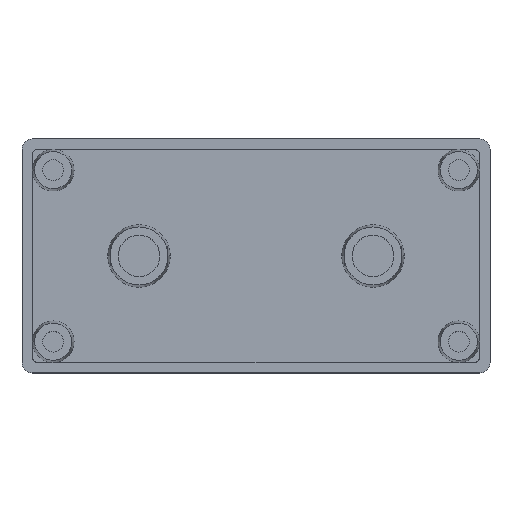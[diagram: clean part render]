
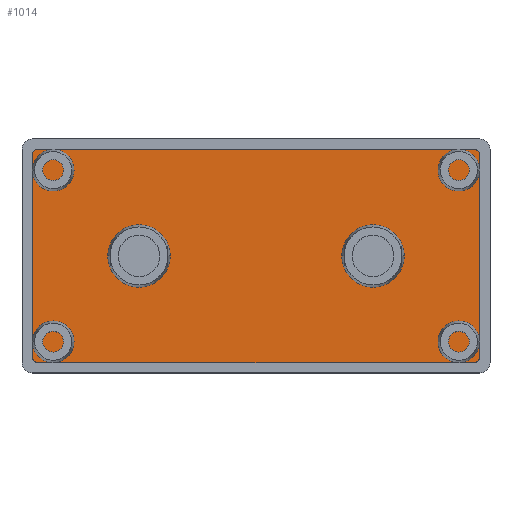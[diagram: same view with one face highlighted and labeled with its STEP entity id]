
A CAD part, top view. The second image highlights one B-rep face of the part: STEP entity #1014.
In plain terms, the highlighted planar face has unit normal (0, 0, 1).
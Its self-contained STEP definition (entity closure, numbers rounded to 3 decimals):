
#23 = DIRECTION ( 'NONE',  ( 1., 0., 0. ) ) ;
#24 = DIRECTION ( 'NONE',  ( 0., 0., 1. ) ) ;
#25 = CARTESIAN_POINT ( 'NONE',  ( 892.867, 565.081, -2. ) ) ;
#28 = DIRECTION ( 'NONE',  ( 1., 0., 0. ) ) ;
#29 = DIRECTION ( 'NONE',  ( 0., 0., 1. ) ) ;
#30 = CARTESIAN_POINT ( 'NONE',  ( 937.867, 565.081, -2. ) ) ;
#35 = DIRECTION ( 'NONE',  ( 1., 0., 0. ) ) ;
#37 = DIRECTION ( 'NONE',  ( 0., 0., 1. ) ) ;
#39 = CARTESIAN_POINT ( 'NONE',  ( 873.367, 545.581, -2. ) ) ;
#40 = DIRECTION ( 'NONE',  ( 1., 0., 0. ) ) ;
#43 = DIRECTION ( 'NONE',  ( 0., 0., 1. ) ) ;
#44 = CARTESIAN_POINT ( 'NONE',  ( 873.367, 584.581, -2. ) ) ;
#45 = CARTESIAN_POINT ( 'NONE',  ( 872.367, 486.673, -2. ) ) ;
#46 = DIRECTION ( 'NONE',  ( 1., 0., 0. ) ) ;
#49 = DIRECTION ( 'NONE',  ( 0., 1., 0. ) ) ;
#51 = DIRECTION ( 'NONE',  ( 1., 0., 0. ) ) ;
#52 = DIRECTION ( 'NONE',  ( 0., 0., 1. ) ) ;
#53 = CARTESIAN_POINT ( 'NONE',  ( 957.367, 584.581, -2. ) ) ;
#54 = CARTESIAN_POINT ( 'NONE',  ( 915.367, 585.581, -2. ) ) ;
#58 = DIRECTION ( 'NONE',  ( 1., 0., 0. ) ) ;
#59 = DIRECTION ( 'NONE',  ( 0., 0., 1. ) ) ;
#61 = CARTESIAN_POINT ( 'NONE',  ( 937.867, 565.081, -2. ) ) ;
#63 = DIRECTION ( 'NONE',  ( -1., 0., 0. ) ) ;
#65 = CARTESIAN_POINT ( 'NONE',  ( 915.367, 544.581, -2. ) ) ;
#69 = DIRECTION ( 'NONE',  ( 1., 0., 0. ) ) ;
#70 = DIRECTION ( 'NONE',  ( 0., 0., 1. ) ) ;
#71 = CARTESIAN_POINT ( 'NONE',  ( 957.367, 545.581, -2. ) ) ;
#72 = CARTESIAN_POINT ( 'NONE',  ( 958.367, 486.673, -2. ) ) ;
#77 = DIRECTION ( 'NONE',  ( 0., -1., 0. ) ) ;
#111 = DIRECTION ( 'NONE',  ( 1., 0., 0. ) ) ;
#113 = DIRECTION ( 'NONE',  ( 0., 0., 1. ) ) ;
#115 = CARTESIAN_POINT ( 'NONE',  ( 892.867, 565.081, -2. ) ) ;
#293 = CARTESIAN_POINT ( 'NONE',  ( 872.367, 584.581, -2. ) ) ;
#299 = CARTESIAN_POINT ( 'NONE',  ( 873.367, 585.581, -2. ) ) ;
#304 = CARTESIAN_POINT ( 'NONE',  ( 957.367, 585.581, -2. ) ) ;
#305 = CARTESIAN_POINT ( 'NONE',  ( 872.367, 545.581, -2. ) ) ;
#308 = CARTESIAN_POINT ( 'NONE',  ( 958.367, 584.581, -2. ) ) ;
#322 = CARTESIAN_POINT ( 'NONE',  ( 898.867, 565.081, -2. ) ) ;
#326 = CARTESIAN_POINT ( 'NONE',  ( 886.867, 565.081, -2. ) ) ;
#332 = CARTESIAN_POINT ( 'NONE',  ( 873.367, 544.581, -2. ) ) ;
#363 = CARTESIAN_POINT ( 'NONE',  ( 957.367, 544.581, -2. ) ) ;
#371 = CARTESIAN_POINT ( 'NONE',  ( 931.867, 565.081, -2. ) ) ;
#413 = CARTESIAN_POINT ( 'NONE',  ( 958.367, 545.581, -2. ) ) ;
#443 = DIRECTION ( 'NONE',  ( 1., 0., 0. ) ) ;
#445 = PLANE ( 'NONE',  #1885 ) ;
#447 = CARTESIAN_POINT ( 'NONE',  ( 915.367, 486.673, -2. ) ) ;
#449 = DIRECTION ( 'NONE',  ( 0., 0., 1. ) ) ;
#636 = VERTEX_POINT ( 'NONE', #363 ) ;
#650 = CIRCLE ( 'NONE', #1817, 6. ) ;
#651 = CIRCLE ( 'NONE', #1818, 6. ) ;
#652 = VECTOR ( 'NONE', #49, 1000. ) ;
#654 = LINE ( 'NONE', #45, #652 ) ;
#655 = VECTOR ( 'NONE', #46, 1000. ) ;
#656 = CIRCLE ( 'NONE', #1819, 1. ) ;
#657 = VECTOR ( 'NONE', #63, 1000. ) ;
#658 = CIRCLE ( 'NONE', #1820, 1. ) ;
#659 = LINE ( 'NONE', #65, #657 ) ;
#660 = CIRCLE ( 'NONE', #1821, 1. ) ;
#662 = LINE ( 'NONE', #54, #655 ) ;
#663 = VECTOR ( 'NONE', #77, 1000. ) ;
#664 = CIRCLE ( 'NONE', #1822, 6. ) ;
#667 = LINE ( 'NONE', #72, #663 ) ;
#671 = CIRCLE ( 'NONE', #1823, 1. ) ;
#683 = CIRCLE ( 'NONE', #1829, 6. ) ;
#799 = FACE_BOUND ( 'NONE', #1636, .T. ) ;
#801 = FACE_BOUND ( 'NONE', #1629, .T. ) ;
#818 = FACE_OUTER_BOUND ( 'NONE', #1627, .T. ) ;
#890 = VERTEX_POINT ( 'NONE', #371 ) ;
#905 = VERTEX_POINT ( 'NONE', #326 ) ;
#918 = VERTEX_POINT ( 'NONE', #332 ) ;
#936 = VERTEX_POINT ( 'NONE', #322 ) ;
#941 = VERTEX_POINT ( 'NONE', #308 ) ;
#942 = VERTEX_POINT ( 'NONE', #305 ) ;
#944 = VERTEX_POINT ( 'NONE', #299 ) ;
#945 = VERTEX_POINT ( 'NONE', #304 ) ;
#946 = VERTEX_POINT ( 'NONE', #413 ) ;
#951 = VERTEX_POINT ( 'NONE', #293 ) ;
#1014 = ADVANCED_FACE ( 'NONE', ( #818, #799, #801 ), #445, .T. ) ;
#1103 = EDGE_CURVE ( 'NONE', #936, #905, #683, .T. ) ;
#1113 = EDGE_CURVE ( 'NONE', #636, #946, #671, .T. ) ;
#1114 = EDGE_CURVE ( 'NONE', #941, #946, #667, .T. ) ;
#1116 = EDGE_CURVE ( 'NONE', #1354, #890, #664, .T. ) ;
#1117 = EDGE_CURVE ( 'NONE', #941, #945, #660, .T. ) ;
#1118 = EDGE_CURVE ( 'NONE', #636, #918, #659, .T. ) ;
#1119 = EDGE_CURVE ( 'NONE', #944, #945, #662, .T. ) ;
#1120 = EDGE_CURVE ( 'NONE', #944, #951, #658, .T. ) ;
#1121 = EDGE_CURVE ( 'NONE', #942, #951, #654, .T. ) ;
#1122 = EDGE_CURVE ( 'NONE', #942, #918, #656, .T. ) ;
#1123 = EDGE_CURVE ( 'NONE', #890, #1354, #651, .T. ) ;
#1124 = EDGE_CURVE ( 'NONE', #905, #936, #650, .T. ) ;
#1238 = CARTESIAN_POINT ( 'NONE',  ( 943.867, 565.081, -2. ) ) ;
#1354 = VERTEX_POINT ( 'NONE', #1238 ) ;
#1460 = ORIENTED_EDGE ( 'NONE', *, *, #1117, .T. ) ;
#1477 = ORIENTED_EDGE ( 'NONE', *, *, #1113, .T. ) ;
#1478 = ORIENTED_EDGE ( 'NONE', *, *, #1114, .F. ) ;
#1479 = ORIENTED_EDGE ( 'NONE', *, *, #1120, .T. ) ;
#1488 = ORIENTED_EDGE ( 'NONE', *, *, #1119, .F. ) ;
#1489 = ORIENTED_EDGE ( 'NONE', *, *, #1122, .T. ) ;
#1490 = ORIENTED_EDGE ( 'NONE', *, *, #1121, .F. ) ;
#1491 = ORIENTED_EDGE ( 'NONE', *, *, #1116, .F. ) ;
#1492 = ORIENTED_EDGE ( 'NONE', *, *, #1123, .F. ) ;
#1494 = ORIENTED_EDGE ( 'NONE', *, *, #1118, .F. ) ;
#1574 = ORIENTED_EDGE ( 'NONE', *, *, #1103, .F. ) ;
#1576 = ORIENTED_EDGE ( 'NONE', *, *, #1124, .F. ) ;
#1627 = EDGE_LOOP ( 'NONE', ( #1494, #1477, #1478, #1460, #1488, #1479, #1490, #1489 ) ) ;
#1629 = EDGE_LOOP ( 'NONE', ( #1576, #1574 ) ) ;
#1636 = EDGE_LOOP ( 'NONE', ( #1492, #1491 ) ) ;
#1817 = AXIS2_PLACEMENT_3D ( 'NONE', #25, #24, #23 ) ;
#1818 = AXIS2_PLACEMENT_3D ( 'NONE', #30, #29, #28 ) ;
#1819 = AXIS2_PLACEMENT_3D ( 'NONE', #39, #37, #35 ) ;
#1820 = AXIS2_PLACEMENT_3D ( 'NONE', #44, #43, #40 ) ;
#1821 = AXIS2_PLACEMENT_3D ( 'NONE', #53, #52, #51 ) ;
#1822 = AXIS2_PLACEMENT_3D ( 'NONE', #61, #59, #58 ) ;
#1823 = AXIS2_PLACEMENT_3D ( 'NONE', #71, #70, #69 ) ;
#1829 = AXIS2_PLACEMENT_3D ( 'NONE', #115, #113, #111 ) ;
#1885 = AXIS2_PLACEMENT_3D ( 'NONE', #447, #449, #443 ) ;
